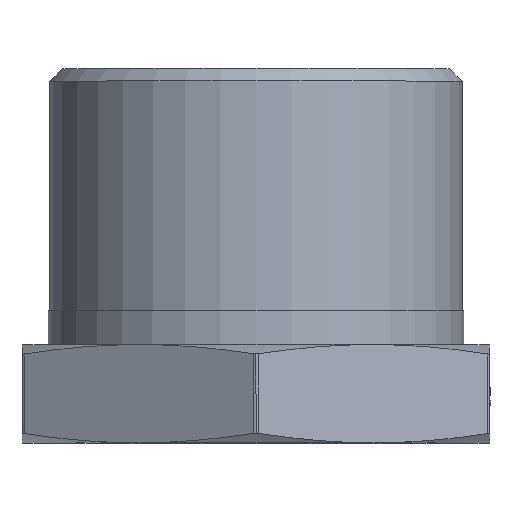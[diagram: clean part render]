
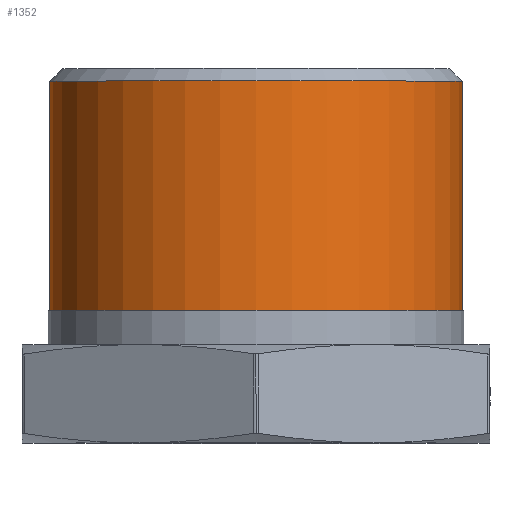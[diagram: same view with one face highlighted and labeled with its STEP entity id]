
A CAD part, top view. The second image highlights one B-rep face of the part: STEP entity #1352.
In plain terms, the highlighted cylindrical face has radius 13.22 mm (diameter 26.441 mm), a partial arc.
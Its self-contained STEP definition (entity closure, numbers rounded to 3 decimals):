
#449 = CARTESIAN_POINT ( 'NONE',  ( 0., 23.2, 0. ) ) ;
#496 = ORIENTED_EDGE ( 'NONE', *, *, #9589, .T. ) ;
#944 = CIRCLE ( 'NONE', #14538, 13.22 ) ;
#1352 = ADVANCED_FACE ( 'NONE', ( #14271 ), #6890, .T. ) ;
#1457 = VERTEX_POINT ( 'NONE', #3159 ) ;
#1901 = LINE ( 'NONE', #10963, #8209 ) ;
#1905 = VERTEX_POINT ( 'NONE', #8126 ) ;
#2349 = AXIS2_PLACEMENT_3D ( 'NONE', #5203, #8832, #14431 ) ;
#2981 = ORIENTED_EDGE ( 'NONE', *, *, #11192, .T. ) ;
#3159 = CARTESIAN_POINT ( 'NONE',  ( 13.22, 8.5, 0. ) ) ;
#3326 = VERTEX_POINT ( 'NONE', #8251 ) ;
#3665 = EDGE_CURVE ( 'NONE', #3326, #4824, #13767, .T. ) ;
#3882 = CARTESIAN_POINT ( 'NONE',  ( 0., 8.5, 0. ) ) ;
#3969 = DIRECTION ( 'NONE',  ( 1., 0., 0. ) ) ;
#4024 = DIRECTION ( 'NONE',  ( 0., 1., 0. ) ) ;
#4761 = EDGE_LOOP ( 'NONE', ( #10534, #2981, #496, #11289 ) ) ;
#4824 = VERTEX_POINT ( 'NONE', #5999 ) ;
#5104 = DIRECTION ( 'NONE',  ( 0., 1., 0. ) ) ;
#5203 = CARTESIAN_POINT ( 'NONE',  ( 0., 6.3, 0. ) ) ;
#5999 = CARTESIAN_POINT ( 'NONE',  ( -13.221, 23.2, 0. ) ) ;
#6890 = CYLINDRICAL_SURFACE ( 'NONE', #2349, 13.22 ) ;
#7346 = CARTESIAN_POINT ( 'NONE',  ( -13.22, 6.3, 0. ) ) ;
#8126 = CARTESIAN_POINT ( 'NONE',  ( 13.221, 23.2, 0. ) ) ;
#8209 = VECTOR ( 'NONE', #14444, 1000. ) ;
#8251 = CARTESIAN_POINT ( 'NONE',  ( -13.22, 8.5, 0. ) ) ;
#8497 = DIRECTION ( 'NONE',  ( 0., 1., 0. ) ) ;
#8832 = DIRECTION ( 'NONE',  ( 0., 1., 0. ) ) ;
#9589 = EDGE_CURVE ( 'NONE', #1457, #1905, #1901, .T. ) ;
#10367 = VECTOR ( 'NONE', #8497, 1000. ) ;
#10534 = ORIENTED_EDGE ( 'NONE', *, *, #3665, .F. ) ;
#10963 = CARTESIAN_POINT ( 'NONE',  ( 13.22, 6.3, 0. ) ) ;
#11192 = EDGE_CURVE ( 'NONE', #3326, #1457, #944, .T. ) ;
#11289 = ORIENTED_EDGE ( 'NONE', *, *, #14859, .F. ) ;
#13030 = DIRECTION ( 'NONE',  ( 1., 0., 0. ) ) ;
#13691 = AXIS2_PLACEMENT_3D ( 'NONE', #449, #5104, #3969 ) ;
#13767 = LINE ( 'NONE', #7346, #10367 ) ;
#14271 = FACE_OUTER_BOUND ( 'NONE', #4761, .T. ) ;
#14431 = DIRECTION ( 'NONE',  ( 1., 0., 0. ) ) ;
#14444 = DIRECTION ( 'NONE',  ( 0., 1., 0. ) ) ;
#14538 = AXIS2_PLACEMENT_3D ( 'NONE', #3882, #4024, #13030 ) ;
#14859 = EDGE_CURVE ( 'NONE', #4824, #1905, #14872, .T. ) ;
#14872 = CIRCLE ( 'NONE', #13691, 13.22 ) ;
